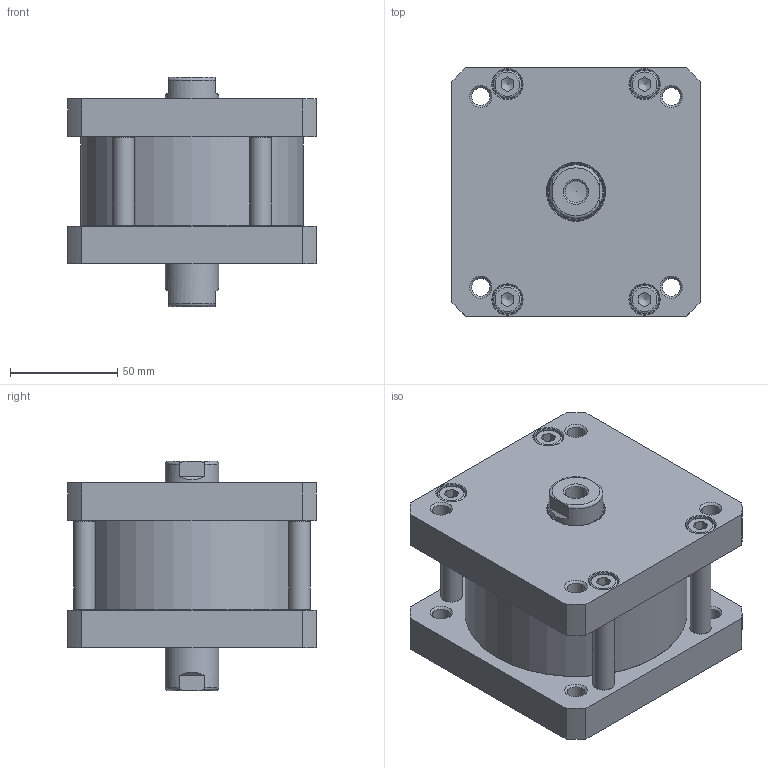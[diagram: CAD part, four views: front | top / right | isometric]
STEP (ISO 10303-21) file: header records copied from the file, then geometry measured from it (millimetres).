
FILE_DESCRIPTION((''),'2;1');
FILE_NAME('XDMP100.010.GS.F.stp','2014-03-24T15:08:00',('carlo.corazza'),(''),'Autodesk Inventor 2012','Autodesk Inventor 2012','');
FILE_SCHEMA(('AUTOMOTIVE_DESIGN { 1 0 10303 214 1 1 1 1 }'));
Length unit declared in the file: millimetre
Products named in the file (6): XDMP100..GS.F; CORPO-010; STELO-010; TA; TIRANTE-010
Assembly tree (9 placements, depth 2):
  XDMP100..GS.F
    CORPO-010
    STELO-010  x2
    TA
    TIRANTE-010  x4
    TA
Bounding box: 116 x 116 x 107 mm (x, y, z)
Volume: 522489.8 mm3; surface area: 130853.8 mm2
Topology: 9 solids, 19 shells, 306 faces, 682 edges, 422 vertices
Faces by surface type: plane 112, cone 104, cylinder 72, torus 18
Full cylindrical faces by diameter (mm): 6 x2, 6.647 x8, 8.376 x8, 8.566 x2, 8.9 x8, 10 x4, 10.106 x2, 13 x8, 14 x8, 25 x2, 25.6 x2, 26.9 x2, 28 x2, 29.8 x2, 30 x2, 100 x1, 104 x1
Entity records: 6782 total; most frequent: CARTESIAN_POINT 1269, DIRECTION 1094, ORIENTED_EDGE 792, AXIS2_PLACEMENT_3D 479, EDGE_LOOP 464, EDGE_CURVE 396, VERTEX_POINT 326, STYLED_ITEM 265
